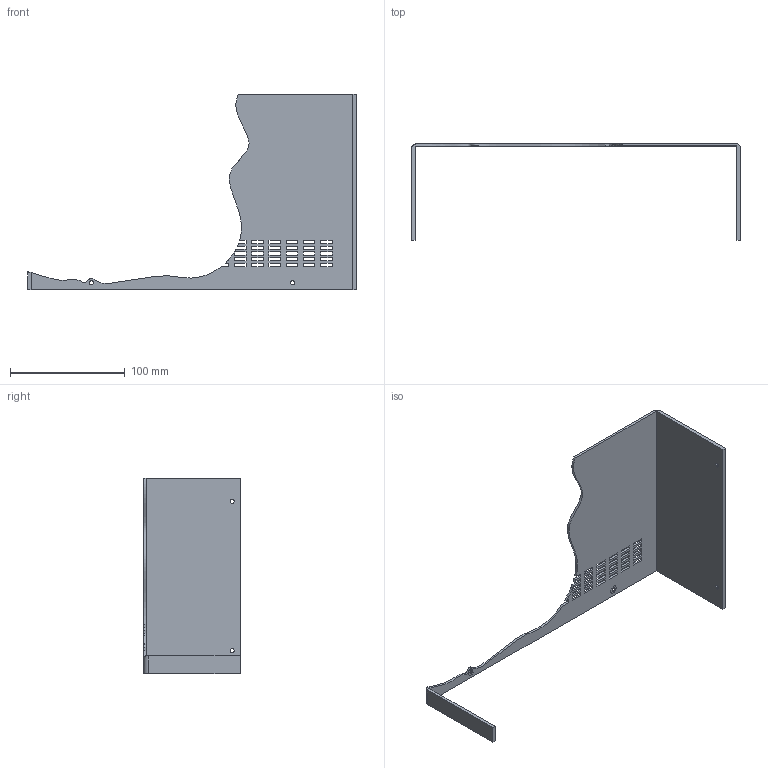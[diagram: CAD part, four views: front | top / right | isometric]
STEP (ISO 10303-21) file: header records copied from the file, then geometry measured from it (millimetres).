
FILE_DESCRIPTION(('produced by SPATIAL CORP'),'2;1');
FILE_NAME( 'cover.prt.hh.sat.stp' ,'2002-04-19T13:56:49+00:00',('SPATIAL CORP'),('SPATIAL CORP'), 'ACIS STEP Husk','http://www.spatial.com','SPATIAL CORP');
FILE_SCHEMA(('CONFIG_CONTROL_DESIGN'));
Length unit declared in the file: millimetre
Products named in the file (1): PRODUCT_ID_1
Bounding box: 286 x 84 x 170 mm (x, y, z)
Volume: 95830.4 mm3; surface area: 71782.9 mm2
Topology: 1 solids, 1 shells, 161 faces, 465 edges, 310 vertices
Faces by surface type: plane 137, cylinder 18, bspline 6
Entity records: 6391 total; most frequent: CARTESIAN_POINT 1928, ORIENTED_EDGE 930, DIRECTION 814, EDGE_CURVE 465, VECTOR 416, LINE 416, VERTEX_POINT 310, EDGE_LOOP 227
